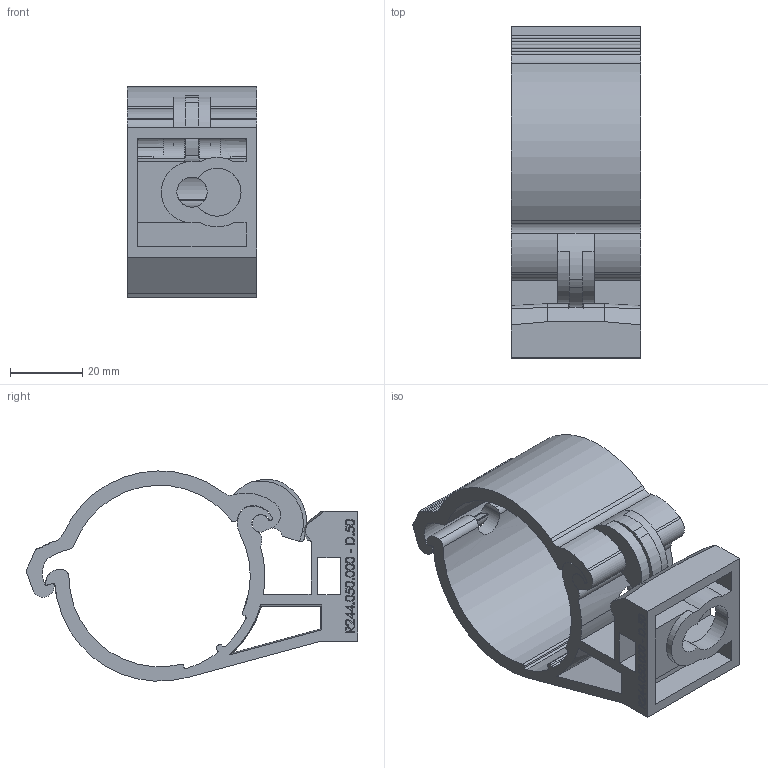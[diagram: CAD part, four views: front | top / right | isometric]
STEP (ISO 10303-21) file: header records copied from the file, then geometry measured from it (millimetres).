
FILE_DESCRIPTION (( 'STEP AP203' ), '1' );
FILE_NAME ('R244.050.000.step', '2013-11-19T11:09:50', ( 'Alusic' ), ( 'Alusic' ), 'SwSTEP 2.0', 'SolidWorks 2011', '' );
FILE_SCHEMA (( 'CONFIG_CONTROL_DESIGN' ));
Length unit declared in the file: millimetre
Products named in the file (1): R244.050.000
Bounding box: 36 x 92.03 x 58.28 mm (x, y, z)
Surface area: 27305.6 mm2 (no closed solid volume)
Topology: 0 solids, 5 shells, 379 faces, 1504 edges, 1092 vertices
Faces by surface type: plane 158, bspline 131, cylinder 85, cone 5
Entity records: 23364 total; most frequent: CARTESIAN_POINT 12319, ORIENTED_EDGE 2354, DIRECTION 1648, EDGE_CURVE 1504, VERTEX_POINT 1092, VECTOR 788, LINE 788, B_SPLINE_CURVE_WITH_KNOTS 533
